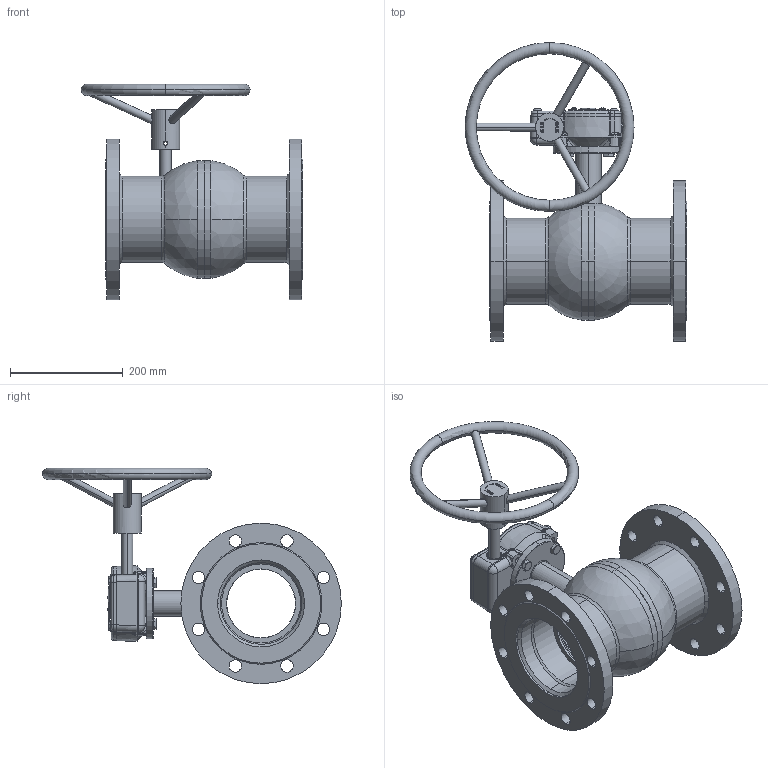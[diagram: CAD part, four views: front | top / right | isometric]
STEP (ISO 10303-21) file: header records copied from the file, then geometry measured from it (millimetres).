
FILE_DESCRIPTION (( 'STEP AP214' ), '1' );
FILE_NAME ('8500416150 480.step', '2025-05-29T08:12:31', ( '' ), ( '' ), 'SwSTEP 2.0', 'SolidWorks 2023', '' );
FILE_SCHEMA (( 'AUTOMOTIVE_DESIGN' ));
Length unit declared in the file: millimetre
Products named in the file (1): 8500416150 480
Bounding box: 393.77 x 530.28 x 382.5 mm (x, y, z)
Surface area: 752549.1 mm2 (no closed solid volume)
Topology: 0 solids, 28 shells, 648 faces, 1859 edges, 1219 vertices
Faces by surface type: plane 218, cylinder 149, bspline 113, cone 112, torus 35, sphere 21
Entity records: 36223 total; most frequent: CARTESIAN_POINT 20450, ORIENTED_EDGE 3245, DIRECTION 3052, EDGE_CURVE 1858, VERTEX_POINT 1219, AXIS2_PLACEMENT_3D 1181, EDGE_LOOP 759, LINE 690
